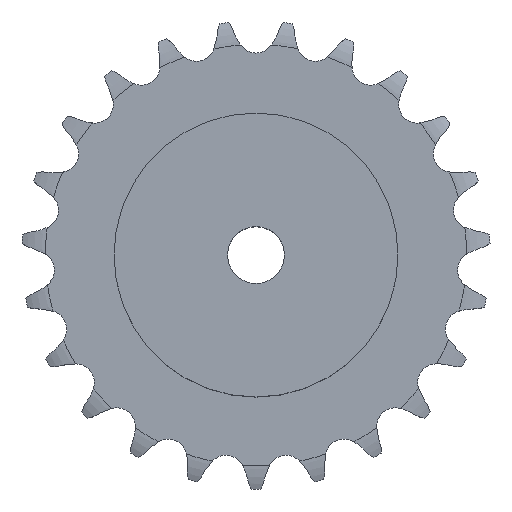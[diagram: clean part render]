
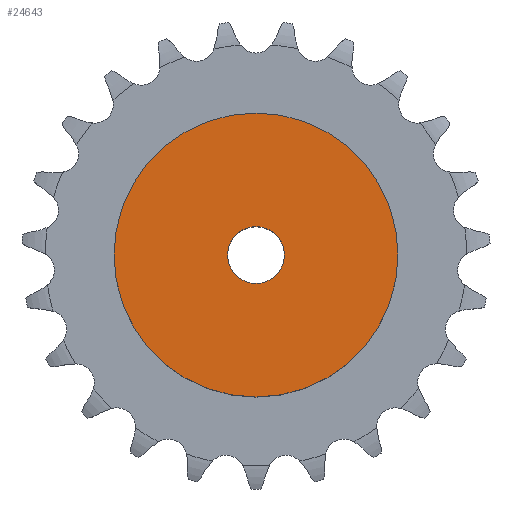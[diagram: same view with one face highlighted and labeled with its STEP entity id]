
A CAD part, top view. The second image highlights one B-rep face of the part: STEP entity #24643.
In plain terms, the highlighted planar face has unit normal (0, 0, 1).
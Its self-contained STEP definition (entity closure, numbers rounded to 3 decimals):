
#4441 = CYLINDRICAL_SURFACE('',#4442,30.);
#4442 = AXIS2_PLACEMENT_3D('',#4443,#4444,#4445);
#4443 = CARTESIAN_POINT('',(0.,0.,0.));
#4444 = DIRECTION('',(-0.,-0.,-1.));
#4445 = DIRECTION('',(1.,0.,0.));
#18534 = VERTEX_POINT('',#18535);
#18535 = CARTESIAN_POINT('',(30.,0.,20.));
#18556 = EDGE_CURVE('',#18534,#18534,#18557,.T.);
#18557 = SURFACE_CURVE('',#18558,(#18563,#18570),.PCURVE_S1.);
#18558 = CIRCLE('',#18559,30.);
#18559 = AXIS2_PLACEMENT_3D('',#18560,#18561,#18562);
#18560 = CARTESIAN_POINT('',(0.,0.,20.));
#18561 = DIRECTION('',(0.,0.,1.));
#18562 = DIRECTION('',(1.,0.,0.));
#18563 = PCURVE('',#4441,#18564);
#18564 = DEFINITIONAL_REPRESENTATION('',(#18565),#18569);
#18565 = LINE('',#18566,#18567);
#18566 = CARTESIAN_POINT('',(-0.,-20.));
#18567 = VECTOR('',#18568,1.);
#18568 = DIRECTION('',(-1.,0.));
#18569 = ( GEOMETRIC_REPRESENTATION_CONTEXT(2) 
PARAMETRIC_REPRESENTATION_CONTEXT() REPRESENTATION_CONTEXT('2D SPACE',''
  ) );
#18570 = PCURVE('',#18571,#18576);
#18571 = PLANE('',#18572);
#18572 = AXIS2_PLACEMENT_3D('',#18573,#18574,#18575);
#18573 = CARTESIAN_POINT('',(0.,0.,20.)
  );
#18574 = DIRECTION('',(0.,0.,1.));
#18575 = DIRECTION('',(1.,0.,0.));
#18576 = DEFINITIONAL_REPRESENTATION('',(#18577),#18581);
#18577 = CIRCLE('',#18578,30.);
#18578 = AXIS2_PLACEMENT_2D('',#18579,#18580);
#18579 = CARTESIAN_POINT('',(0.,0.));
#18580 = DIRECTION('',(1.,0.));
#18581 = ( GEOMETRIC_REPRESENTATION_CONTEXT(2) 
PARAMETRIC_REPRESENTATION_CONTEXT() REPRESENTATION_CONTEXT('2D SPACE',''
  ) );
#22102 = CYLINDRICAL_SURFACE('',#22103,6.);
#22103 = AXIS2_PLACEMENT_3D('',#22104,#22105,#22106);
#22104 = CARTESIAN_POINT('',(0.,0.,155.132));
#22105 = DIRECTION('',(0.,0.,1.));
#22106 = DIRECTION('',(1.,0.,0.));
#24643 = ADVANCED_FACE('',(#24644,#24647),#18571,.T.);
#24644 = FACE_BOUND('',#24645,.T.);
#24645 = EDGE_LOOP('',(#24646));
#24646 = ORIENTED_EDGE('',*,*,#18556,.T.);
#24647 = FACE_BOUND('',#24648,.T.);
#24648 = EDGE_LOOP('',(#24649));
#24649 = ORIENTED_EDGE('',*,*,#24650,.F.);
#24650 = EDGE_CURVE('',#24651,#24651,#24653,.T.);
#24651 = VERTEX_POINT('',#24652);
#24652 = CARTESIAN_POINT('',(6.,0.,20.));
#24653 = SURFACE_CURVE('',#24654,(#24659,#24666),.PCURVE_S1.);
#24654 = CIRCLE('',#24655,6.);
#24655 = AXIS2_PLACEMENT_3D('',#24656,#24657,#24658);
#24656 = CARTESIAN_POINT('',(0.,0.,20.));
#24657 = DIRECTION('',(0.,0.,1.));
#24658 = DIRECTION('',(1.,0.,0.));
#24659 = PCURVE('',#18571,#24660);
#24660 = DEFINITIONAL_REPRESENTATION('',(#24661),#24665);
#24661 = CIRCLE('',#24662,6.);
#24662 = AXIS2_PLACEMENT_2D('',#24663,#24664);
#24663 = CARTESIAN_POINT('',(0.,0.));
#24664 = DIRECTION('',(1.,0.));
#24665 = ( GEOMETRIC_REPRESENTATION_CONTEXT(2) 
PARAMETRIC_REPRESENTATION_CONTEXT() REPRESENTATION_CONTEXT('2D SPACE',''
  ) );
#24666 = PCURVE('',#22102,#24667);
#24667 = DEFINITIONAL_REPRESENTATION('',(#24668),#24672);
#24668 = LINE('',#24669,#24670);
#24669 = CARTESIAN_POINT('',(0.,-135.132));
#24670 = VECTOR('',#24671,1.);
#24671 = DIRECTION('',(1.,0.));
#24672 = ( GEOMETRIC_REPRESENTATION_CONTEXT(2) 
PARAMETRIC_REPRESENTATION_CONTEXT() REPRESENTATION_CONTEXT('2D SPACE',''
  ) );
